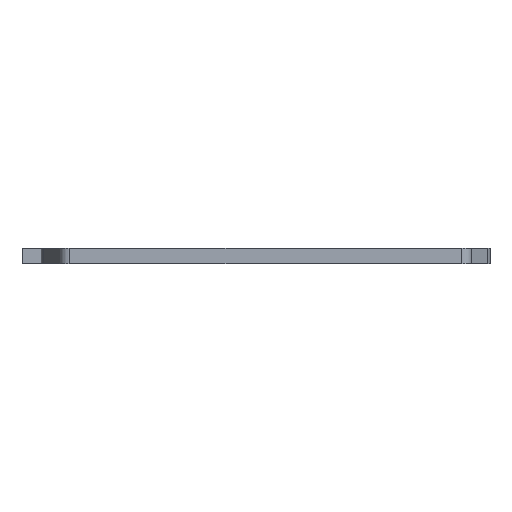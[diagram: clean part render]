
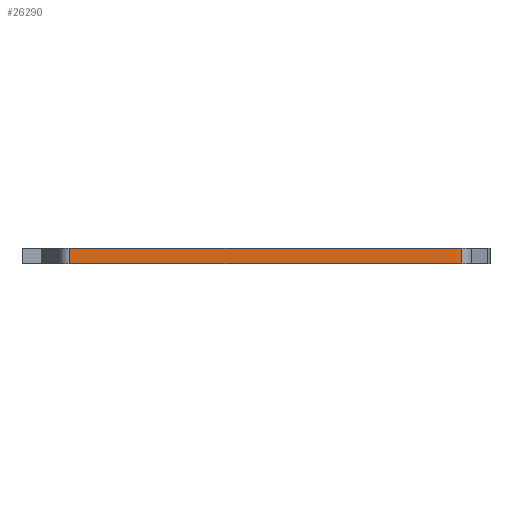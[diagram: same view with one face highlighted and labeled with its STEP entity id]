
A CAD part, front view. The second image highlights one B-rep face of the part: STEP entity #26290.
In plain terms, the highlighted planar face has unit normal (0, -1, 0).
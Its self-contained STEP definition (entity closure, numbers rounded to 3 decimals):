
#881=DIRECTION('',(1.,0.,0.));
#882=VECTOR('',#881,40.83);
#883=CARTESIAN_POINT('',(-20.415,-18.25,0.));
#884=LINE('',#883,#882);
#1290=DIRECTION('',(1.,0.,0.));
#1291=VECTOR('',#1290,40.83);
#1292=CARTESIAN_POINT('',(-20.415,-18.25,1.6));
#1293=LINE('',#1292,#1291);
#6467=DIRECTION('',(0.,0.,-1.));
#6468=VECTOR('',#6467,1.6);
#6469=CARTESIAN_POINT('',(20.415,-18.25,1.6));
#6470=LINE('',#6469,#6468);
#6471=DIRECTION('',(0.,0.,-1.));
#6472=VECTOR('',#6471,1.6);
#6473=CARTESIAN_POINT('',(-20.415,-18.25,1.6));
#6474=LINE('',#6473,#6472);
#15942=CARTESIAN_POINT('',(20.415,-18.25,0.));
#15944=VERTEX_POINT('',#15942);
#15945=CARTESIAN_POINT('',(20.415,-18.25,1.6));
#15946=VERTEX_POINT('',#15945);
#15949=CARTESIAN_POINT('',(-20.415,-18.25,0.));
#15951=VERTEX_POINT('',#15949);
#15955=CARTESIAN_POINT('',(-20.415,-18.25,1.6));
#15956=VERTEX_POINT('',#15955);
#26278=CARTESIAN_POINT('',(-21.415,-18.25,0.));
#26279=DIRECTION('',(0.,-1.,0.));
#26280=DIRECTION('',(1.,0.,0.));
#26281=AXIS2_PLACEMENT_3D('',#26278,#26279,#26280);
#26282=PLANE('',#26281);
#26283=ORIENTED_EDGE('',*,*,#26264,.T.);
#26284=ORIENTED_EDGE('',*,*,#21046,.F.);
#26286=ORIENTED_EDGE('',*,*,#26285,.F.);
#26287=ORIENTED_EDGE('',*,*,#21791,.T.);
#26288=EDGE_LOOP('',(#26283,#26284,#26286,#26287));
#26289=FACE_OUTER_BOUND('',#26288,.F.);
#21046=EDGE_CURVE('',#15951,#15944,#884,.T.);
#21791=EDGE_CURVE('',#15956,#15946,#1293,.T.);
#26264=EDGE_CURVE('',#15946,#15944,#6470,.T.);
#26285=EDGE_CURVE('',#15956,#15951,#6474,.T.);
#26290=ADVANCED_FACE('',(#26289),#26282,.T.);
